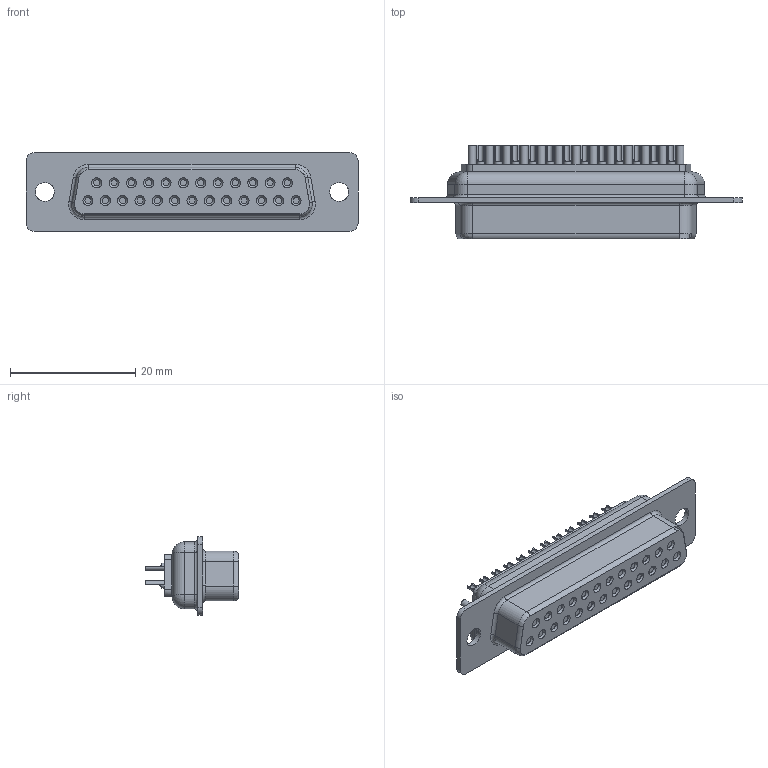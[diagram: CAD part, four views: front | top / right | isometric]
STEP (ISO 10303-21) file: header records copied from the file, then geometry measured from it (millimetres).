
FILE_DESCRIPTION(/* description */ (''),/* implementation_level */ '2;1');
FILE_NAME(/* name */ '100230618ugm000_a.stp',/* time_stamp */ '2014-03-18T17:13:08+01:00',/* author */ (''),/* organization */ (''),/* preprocessor_version */ 'ST-DEVELOPER v15',/* originating_system */ 'SIEMENS PLM Software NX 8.5',/* authorisation */ '');
FILE_SCHEMA (('AUTOMOTIVE_DESIGN { 1 0 10303 214 3 1 1 1 }'));
Products named in the file (1): 100230618ugm000_a
Bounding box: 53.05 x 15 x 12.55 mm (x, y, z)
Volume: 26.6 mm3; surface area: 5179.8 mm2
Topology: 1 solids, 2 shells, 1267 faces, 4559 edges, 5511 vertices
Faces by surface type: revolution 497, plane 470, cylinder 139, cone 100, bspline 55, sphere 6
Entity records: 71738 total; most frequent: CARTESIAN_POINT 19986, ORIENTED_EDGE 7636, DIRECTION 6111, EDGE_CURVE 3821, PRESENTATION_STYLE_ASSIGNMENT 3344, VERTEX_POINT 2556, STYLED_ITEM 2219, AXIS2_PLACEMENT_3D 1897
